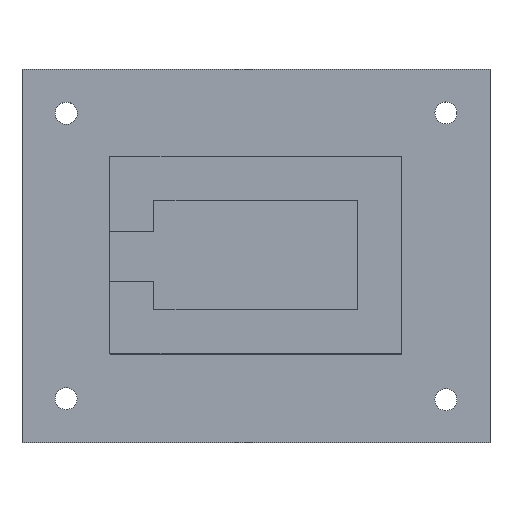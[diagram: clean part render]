
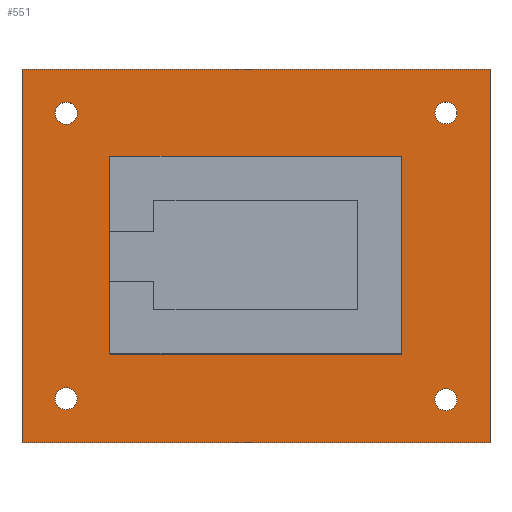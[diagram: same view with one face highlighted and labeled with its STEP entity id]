
A CAD part, top view. The second image highlights one B-rep face of the part: STEP entity #551.
In plain terms, the highlighted planar face has unit normal (0, 0, 1).
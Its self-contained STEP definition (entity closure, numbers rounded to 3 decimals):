
#15=FACE_BOUND('',#82,.T.);
#16=FACE_BOUND('',#83,.T.);
#17=FACE_BOUND('',#84,.T.);
#18=FACE_BOUND('',#85,.T.);
#19=FACE_BOUND('',#86,.T.);
#24=CIRCLE('',#582,1.25);
#26=CIRCLE('',#585,1.25);
#28=CIRCLE('',#588,1.25);
#30=CIRCLE('',#591,1.25);
#53=FACE_OUTER_BOUND('',#81,.T.);
#81=EDGE_LOOP('',(#448,#449,#450,#451));
#82=EDGE_LOOP('',(#452));
#83=EDGE_LOOP('',(#453));
#84=EDGE_LOOP('',(#454));
#85=EDGE_LOOP('',(#455));
#86=EDGE_LOOP('',(#456,#457,#458,#459,#460,#461,#462,#463));
#123=LINE('',#800,#190);
#129=LINE('',#828,#196);
#133=LINE('',#837,#200);
#141=LINE('',#851,#208);
#145=LINE('',#862,#212);
#146=LINE('',#864,#213);
#147=LINE('',#866,#214);
#148=LINE('',#867,#215);
#149=LINE('',#869,#216);
#150=LINE('',#871,#217);
#151=LINE('',#873,#218);
#152=LINE('',#874,#219);
#190=VECTOR('',#646,10.);
#196=VECTOR('',#678,10.);
#200=VECTOR('',#684,10.);
#208=VECTOR('',#698,10.);
#212=VECTOR('',#710,10.);
#213=VECTOR('',#711,10.);
#214=VECTOR('',#712,10.);
#215=VECTOR('',#713,10.);
#216=VECTOR('',#714,10.);
#217=VECTOR('',#715,10.);
#218=VECTOR('',#716,10.);
#219=VECTOR('',#717,10.);
#252=VERTEX_POINT('',#797);
#253=VERTEX_POINT('',#799);
#254=VERTEX_POINT('',#803);
#256=VERTEX_POINT('',#809);
#258=VERTEX_POINT('',#815);
#260=VERTEX_POINT('',#821);
#262=VERTEX_POINT('',#827);
#265=VERTEX_POINT('',#835);
#266=VERTEX_POINT('',#836);
#271=VERTEX_POINT('',#860);
#272=VERTEX_POINT('',#861);
#273=VERTEX_POINT('',#863);
#274=VERTEX_POINT('',#865);
#275=VERTEX_POINT('',#868);
#276=VERTEX_POINT('',#870);
#277=VERTEX_POINT('',#872);
#307=EDGE_CURVE('',#253,#252,#123,.T.);
#309=EDGE_CURVE('',#254,#254,#24,.T.);
#312=EDGE_CURVE('',#256,#256,#26,.T.);
#315=EDGE_CURVE('',#258,#258,#28,.T.);
#318=EDGE_CURVE('',#260,#260,#30,.T.);
#321=EDGE_CURVE('',#262,#253,#129,.T.);
#325=EDGE_CURVE('',#265,#266,#133,.T.);
#333=EDGE_CURVE('',#252,#265,#141,.T.);
#337=EDGE_CURVE('',#271,#272,#145,.T.);
#338=EDGE_CURVE('',#271,#273,#146,.T.);
#339=EDGE_CURVE('',#273,#274,#147,.T.);
#340=EDGE_CURVE('',#272,#274,#148,.T.);
#341=EDGE_CURVE('',#266,#275,#149,.T.);
#342=EDGE_CURVE('',#275,#276,#150,.T.);
#343=EDGE_CURVE('',#276,#277,#151,.T.);
#344=EDGE_CURVE('',#277,#262,#152,.T.);
#448=ORIENTED_EDGE('',*,*,#337,.F.);
#449=ORIENTED_EDGE('',*,*,#338,.T.);
#450=ORIENTED_EDGE('',*,*,#339,.T.);
#451=ORIENTED_EDGE('',*,*,#340,.F.);
#452=ORIENTED_EDGE('',*,*,#309,.T.);
#453=ORIENTED_EDGE('',*,*,#312,.T.);
#454=ORIENTED_EDGE('',*,*,#315,.T.);
#455=ORIENTED_EDGE('',*,*,#318,.T.);
#456=ORIENTED_EDGE('',*,*,#321,.T.);
#457=ORIENTED_EDGE('',*,*,#307,.T.);
#458=ORIENTED_EDGE('',*,*,#333,.T.);
#459=ORIENTED_EDGE('',*,*,#325,.T.);
#460=ORIENTED_EDGE('',*,*,#341,.T.);
#461=ORIENTED_EDGE('',*,*,#342,.T.);
#462=ORIENTED_EDGE('',*,*,#343,.T.);
#463=ORIENTED_EDGE('',*,*,#344,.T.);
#523=PLANE('',#601);
#551=ADVANCED_FACE('',(#53,#15,#16,#17,#18,#19),#523,.T.);
#582=AXIS2_PLACEMENT_3D('',#804,#650,#651);
#585=AXIS2_PLACEMENT_3D('',#810,#657,#658);
#588=AXIS2_PLACEMENT_3D('',#816,#664,#665);
#591=AXIS2_PLACEMENT_3D('',#822,#671,#672);
#601=AXIS2_PLACEMENT_3D('',#859,#708,#709);
#646=DIRECTION('',(0.,1.,0.));
#650=DIRECTION('center_axis',(0.,0.,-1.));
#651=DIRECTION('ref_axis',(-1.,0.,0.));
#657=DIRECTION('center_axis',(0.,0.,-1.));
#658=DIRECTION('ref_axis',(-1.,0.,0.));
#664=DIRECTION('center_axis',(0.,0.,-1.));
#665=DIRECTION('ref_axis',(-1.,0.,0.));
#671=DIRECTION('center_axis',(0.,0.,-1.));
#672=DIRECTION('ref_axis',(-1.,0.,0.));
#678=DIRECTION('',(-1.,0.,0.));
#684=DIRECTION('',(0.,-1.,0.));
#698=DIRECTION('',(1.,0.,0.));
#708=DIRECTION('center_axis',(0.,0.,1.));
#709=DIRECTION('ref_axis',(1.,0.,0.));
#710=DIRECTION('',(0.,-1.,0.));
#711=DIRECTION('',(-1.,0.,0.));
#712=DIRECTION('',(0.,-1.,0.));
#713=DIRECTION('',(-1.,0.,0.));
#714=DIRECTION('',(1.,0.,0.));
#715=DIRECTION('',(0.,-1.,0.));
#716=DIRECTION('',(-1.,0.,0.));
#717=DIRECTION('',(0.,1.,0.));
#797=CARTESIAN_POINT('',(-18.13,13.605,8.206));
#799=CARTESIAN_POINT('',(-18.13,-8.795,8.206));
#800=CARTESIAN_POINT('',(-18.13,9.285,8.206));
#803=CARTESIAN_POINT('',(-21.828,18.486,8.206));
#804=CARTESIAN_POINT('Origin',(-23.078,18.486,8.206));
#809=CARTESIAN_POINT('',(21.25,18.523,8.206));
#810=CARTESIAN_POINT('Origin',(20.,18.523,8.206));
#815=CARTESIAN_POINT('',(-21.852,-13.887,8.206));
#816=CARTESIAN_POINT('Origin',(-23.102,-13.887,8.206));
#821=CARTESIAN_POINT('',(21.25,-14.,8.206));
#822=CARTESIAN_POINT('Origin',(20.,-14.,8.206));
#827=CARTESIAN_POINT('',(-18.1,-8.795,8.206));
#828=CARTESIAN_POINT('',(-7.349,-8.795,8.206));
#835=CARTESIAN_POINT('',(14.97,13.605,8.206));
#836=CARTESIAN_POINT('',(14.97,13.5,8.206));
#837=CARTESIAN_POINT('',(14.97,0.592,8.206));
#851=CARTESIAN_POINT('',(11.201,13.605,8.206));
#859=CARTESIAN_POINT('Origin',(3.45,7.3,8.206));
#860=CARTESIAN_POINT('',(25.,23.5,8.206));
#861=CARTESIAN_POINT('',(25.,-18.9,8.206));
#862=CARTESIAN_POINT('',(25.,-8.9,8.206));
#863=CARTESIAN_POINT('',(-28.1,23.5,8.206));
#864=CARTESIAN_POINT('',(25.,23.5,8.206));
#865=CARTESIAN_POINT('',(-28.1,-18.9,8.206));
#866=CARTESIAN_POINT('',(-28.1,-8.9,8.206));
#867=CARTESIAN_POINT('',(-18.1,-18.9,8.206));
#868=CARTESIAN_POINT('',(15.,13.5,8.206));
#869=CARTESIAN_POINT('',(-7.325,13.5,8.206));
#870=CARTESIAN_POINT('',(15.,-8.9,8.206));
#871=CARTESIAN_POINT('',(15.,10.4,8.206));
#872=CARTESIAN_POINT('',(-18.1,-8.9,8.206));
#873=CARTESIAN_POINT('',(9.225,-8.9,8.206));
#874=CARTESIAN_POINT('',(-18.1,-0.8,8.206));
